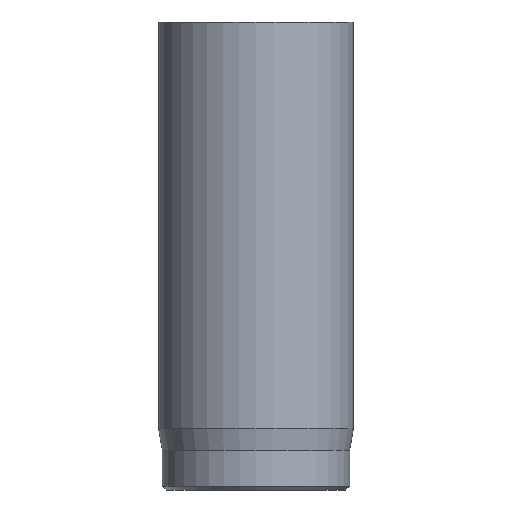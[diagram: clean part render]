
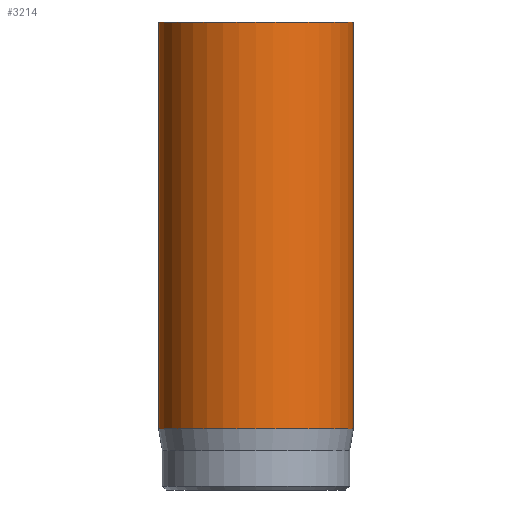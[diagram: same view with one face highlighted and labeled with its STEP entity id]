
A CAD part, front view. The second image highlights one B-rep face of the part: STEP entity #3214.
In plain terms, the highlighted cylindrical face has radius 2.5 mm (diameter 5 mm), a full revolution.
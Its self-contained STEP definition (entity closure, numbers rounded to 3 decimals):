
#31=CYLINDRICAL_SURFACE('',#3372,2.5);
#45=CIRCLE('',#3350,2.5);
#56=CIRCLE('',#3370,2.5);
#57=CIRCLE('',#3371,2.5);
#303=FACE_OUTER_BOUND('',#489,.T.);
#489=EDGE_LOOP('',(#2857,#2858,#2859,#2860,#2861));
#735=LINE('',#6036,#987);
#987=VECTOR('',#3782,2.5);
#1484=VERTEX_POINT('',#5992);
#1496=VERTEX_POINT('',#6030);
#1497=VERTEX_POINT('',#6031);
#1938=EDGE_CURVE('',#1484,#1484,#45,.T.);
#1955=EDGE_CURVE('',#1496,#1497,#56,.T.);
#1956=EDGE_CURVE('',#1497,#1496,#57,.T.);
#1958=EDGE_CURVE('',#1484,#1496,#735,.T.);
#2857=ORIENTED_EDGE('',*,*,#1938,.T.);
#2858=ORIENTED_EDGE('',*,*,#1958,.T.);
#2859=ORIENTED_EDGE('',*,*,#1955,.T.);
#2860=ORIENTED_EDGE('',*,*,#1956,.T.);
#2861=ORIENTED_EDGE('',*,*,#1958,.F.);
#3214=ADVANCED_FACE('',(#303),#31,.T.);
#3350=AXIS2_PLACEMENT_3D('',#5993,#3729,#3730);
#3370=AXIS2_PLACEMENT_3D('',#6032,#3775,#3776);
#3371=AXIS2_PLACEMENT_3D('',#6033,#3777,#3778);
#3372=AXIS2_PLACEMENT_3D('',#6035,#3780,#3781);
#3729=DIRECTION('center_axis',(0.,0.,-1.));
#3730=DIRECTION('ref_axis',(-1.,0.,0.));
#3775=DIRECTION('center_axis',(0.,0.,1.));
#3776=DIRECTION('ref_axis',(-1.,0.,0.));
#3777=DIRECTION('center_axis',(0.,0.,1.));
#3778=DIRECTION('ref_axis',(-1.,0.,0.));
#3780=DIRECTION('center_axis',(0.,0.,1.));
#3781=DIRECTION('ref_axis',(-1.,0.,0.));
#3782=DIRECTION('',(0.,0.,-1.));
#5992=CARTESIAN_POINT('',(2.5,0.,12.));
#5993=CARTESIAN_POINT('Origin',(0.,0.,12.));
#6030=CARTESIAN_POINT('',(2.5,0.,1.567));
#6031=CARTESIAN_POINT('',(-2.5,0.,1.567));
#6032=CARTESIAN_POINT('Origin',(0.,0.,1.567));
#6033=CARTESIAN_POINT('Origin',(0.,0.,1.567));
#6035=CARTESIAN_POINT('Origin',(0.,0.,0.));
#6036=CARTESIAN_POINT('',(2.5,0.,0.));
